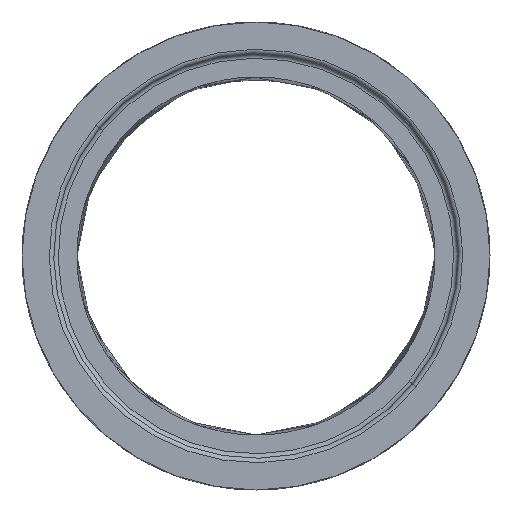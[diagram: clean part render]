
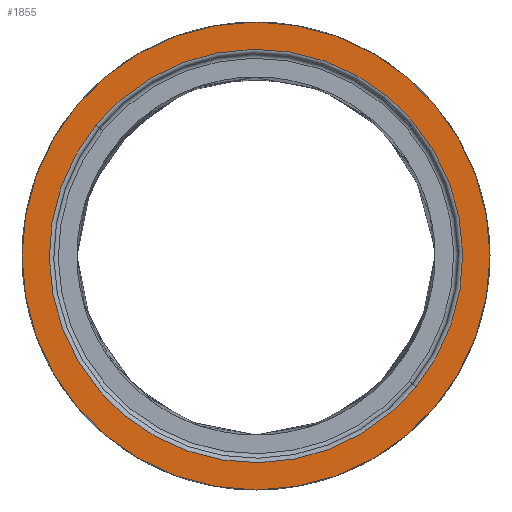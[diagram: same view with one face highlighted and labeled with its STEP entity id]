
A CAD part, front view. The second image highlights one B-rep face of the part: STEP entity #1855.
In plain terms, the highlighted face is planar.
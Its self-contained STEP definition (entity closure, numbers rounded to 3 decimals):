
#310 = EDGE_LOOP ( 'NONE', ( #8526, #765 ) ) ;
#459 = DIRECTION ( 'NONE',  ( 0., 0., 1. ) ) ;
#685 = AXIS2_PLACEMENT_3D ( 'NONE', #7546, #18034, #7320 ) ;
#765 = ORIENTED_EDGE ( 'NONE', *, *, #11620, .F. ) ;
#893 = DIRECTION ( 'NONE',  ( 1., 0., 0. ) ) ;
#1354 = EDGE_CURVE ( 'NONE', #2650, #6886, #2182, .T. ) ;
#1485 = DIRECTION ( 'NONE',  ( 0.775, 0.632, 0. ) ) ;
#1837 = CIRCLE ( 'NONE', #6613, 523. ) ;
#1855 = ADVANCED_FACE ( 'NONE', ( #20977, #19136 ), #10370, .F. ) ;
#2021 = ORIENTED_EDGE ( 'NONE', *, *, #1354, .T. ) ;
#2182 = CIRCLE ( 'NONE', #685, 462. ) ;
#2650 = VERTEX_POINT ( 'NONE', #5283 ) ;
#2977 = EDGE_CURVE ( 'NONE', #11133, #20942, #16520, .T. ) ;
#3785 = DIRECTION ( 'NONE',  ( 0., 0., 1. ) ) ;
#4390 = CARTESIAN_POINT ( 'NONE',  ( 357.878, 292.177, -100. ) ) ;
#5283 = CARTESIAN_POINT ( 'NONE',  ( -357.878, -292.177, -100. ) ) ;
#5491 = AXIS2_PLACEMENT_3D ( 'NONE', #15145, #16871, #22176 ) ;
#6613 = AXIS2_PLACEMENT_3D ( 'NONE', #15909, #459, #893 ) ;
#6886 = VERTEX_POINT ( 'NONE', #4390 ) ;
#6975 = EDGE_LOOP ( 'NONE', ( #10415, #2021 ) ) ;
#7320 = DIRECTION ( 'NONE',  ( 0.775, 0.632, 0. ) ) ;
#7546 = CARTESIAN_POINT ( 'NONE',  ( 0., 0., -100. ) ) ;
#8526 = ORIENTED_EDGE ( 'NONE', *, *, #2977, .F. ) ;
#9641 = EDGE_CURVE ( 'NONE', #6886, #2650, #22794, .T. ) ;
#10370 = PLANE ( 'NONE',  #5491 ) ;
#10415 = ORIENTED_EDGE ( 'NONE', *, *, #9641, .T. ) ;
#11133 = VERTEX_POINT ( 'NONE', #19287 ) ;
#11620 = EDGE_CURVE ( 'NONE', #20942, #11133, #1837, .T. ) ;
#12533 = DIRECTION ( 'NONE',  ( 1., 0., 0. ) ) ;
#12642 = CARTESIAN_POINT ( 'NONE',  ( 0., 0., -100. ) ) ;
#12857 = AXIS2_PLACEMENT_3D ( 'NONE', #22674, #3785, #1485 ) ;
#13567 = AXIS2_PLACEMENT_3D ( 'NONE', #12642, #19683, #12533 ) ;
#15145 = CARTESIAN_POINT ( 'NONE',  ( 0., 0., -100. ) ) ;
#15909 = CARTESIAN_POINT ( 'NONE',  ( 0., 0., -100. ) ) ;
#16520 = CIRCLE ( 'NONE', #13567, 523. ) ;
#16871 = DIRECTION ( 'NONE',  ( 0., 0., 1. ) ) ;
#18034 = DIRECTION ( 'NONE',  ( 0., 0., 1. ) ) ;
#19136 = FACE_OUTER_BOUND ( 'NONE', #310, .T. ) ;
#19287 = CARTESIAN_POINT ( 'NONE',  ( 523., 0., -100. ) ) ;
#19683 = DIRECTION ( 'NONE',  ( 0., 0., 1. ) ) ;
#20942 = VERTEX_POINT ( 'NONE', #21567 ) ;
#20977 = FACE_BOUND ( 'NONE', #6975, .T. ) ;
#21567 = CARTESIAN_POINT ( 'NONE',  ( -523., 0., -100. ) ) ;
#22176 = DIRECTION ( 'NONE',  ( 1., 0., 0. ) ) ;
#22674 = CARTESIAN_POINT ( 'NONE',  ( 0., 0., -100. ) ) ;
#22794 = CIRCLE ( 'NONE', #12857, 462. ) ;
